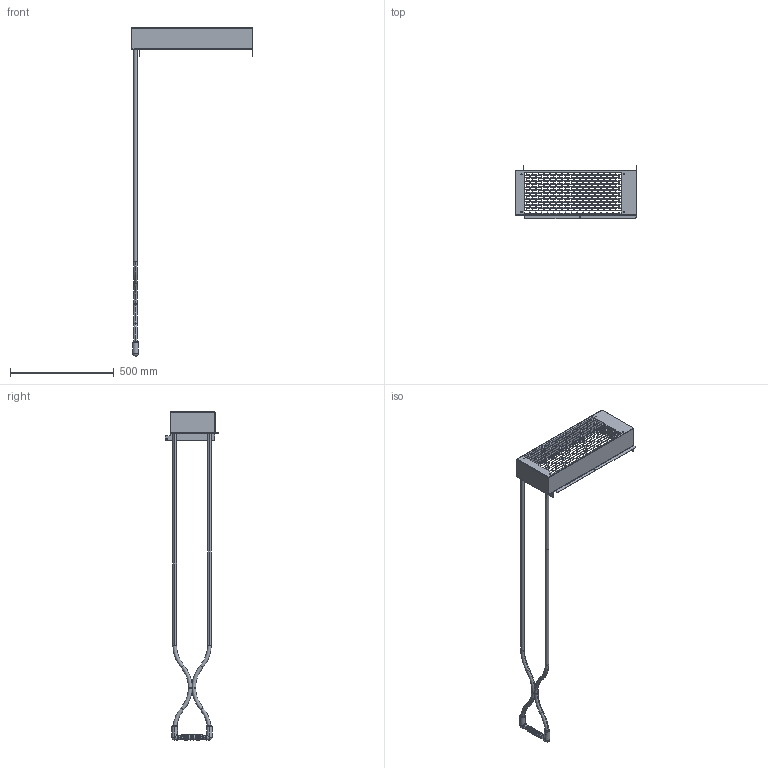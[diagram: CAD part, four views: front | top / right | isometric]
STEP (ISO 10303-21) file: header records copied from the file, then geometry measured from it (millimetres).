
FILE_DESCRIPTION (( 'STEP AP203' ), '1' );
FILE_NAME ('External_Heat_Exchanger.STEP', '2017-11-15T02:46:22', ( 'ITS' ), ( 'ITW Welding Group' ), 'SwSTEP 2.0', 'SolidWorks 2016', '' );
FILE_SCHEMA (( 'CONFIG_CONTROL_DESIGN' ));
Length unit declared in the file: inch
Products named in the file (1): External_Heat_Exchanger
Bounding box: 582.21 x 258.52 x 1578.62 mm (x, y, z)
Surface area: 769632.8 mm2 (no closed solid volume)
Topology: 0 solids, 35 shells, 1086 faces, 4230 edges, 2875 vertices
Faces by surface type: plane 835, cylinder 126, torus 100, bspline 11, sphere 10, cone 4
Entity records: 44979 total; most frequent: CARTESIAN_POINT 9447, DIRECTION 6841, ORIENTED_EDGE 6776, EDGE_CURVE 4222, VECTOR 3415, LINE 3415, VERTEX_POINT 2873, AXIS2_PLACEMENT_3D 1713
